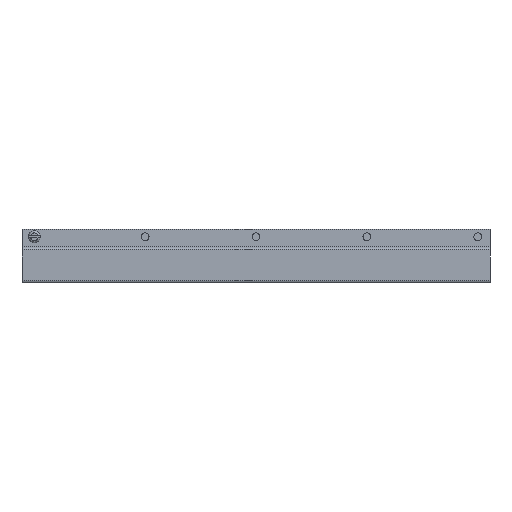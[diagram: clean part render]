
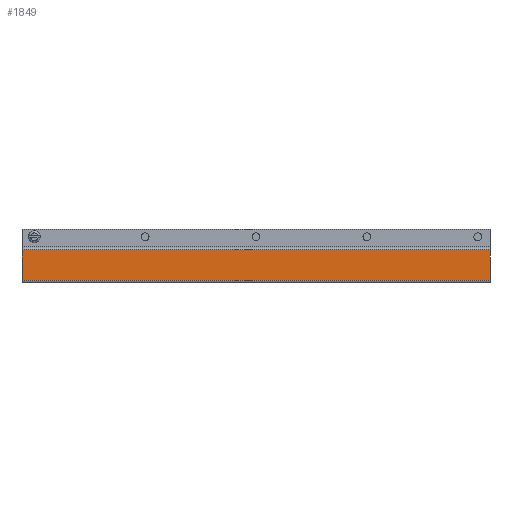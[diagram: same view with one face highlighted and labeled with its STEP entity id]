
A CAD part, top view. The second image highlights one B-rep face of the part: STEP entity #1849.
In plain terms, the highlighted planar face has unit normal (0, 0, 1).
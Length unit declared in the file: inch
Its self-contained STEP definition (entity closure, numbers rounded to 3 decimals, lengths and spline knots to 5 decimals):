
#9 = EDGE_CURVE ( 'NONE', #211, #2138, #98, .T. ) ;
#26 = DIRECTION ( 'NONE',  ( 0., -1., 0. ) ) ;
#81 = CARTESIAN_POINT ( 'NONE',  ( -9.5, 0.2455, 0.572 ) ) ;
#98 = LINE ( 'NONE', #922, #231 ) ;
#211 = VERTEX_POINT ( 'NONE', #2009 ) ;
#231 = VECTOR ( 'NONE', #26, 39.37008 ) ;
#356 = LINE ( 'NONE', #1512, #2181 ) ;
#461 = EDGE_CURVE ( 'NONE', #2239, #2282, #524, .T. ) ;
#521 = DIRECTION ( 'NONE',  ( 0., 1., 0. ) ) ;
#524 = LINE ( 'NONE', #1892, #788 ) ;
#526 = EDGE_CURVE ( 'NONE', #2138, #2239, #356, .T. ) ;
#743 = ORIENTED_EDGE ( 'NONE', *, *, #461, .F. ) ;
#788 = VECTOR ( 'NONE', #521, 39.37008 ) ;
#843 = LINE ( 'NONE', #81, #1362 ) ;
#922 = CARTESIAN_POINT ( 'NONE',  ( 9.5, -1.094, 0.572 ) ) ;
#956 = EDGE_CURVE ( 'NONE', #2282, #211, #843, .T. ) ;
#965 = ORIENTED_EDGE ( 'NONE', *, *, #526, .F. ) ;
#972 = FACE_OUTER_BOUND ( 'NONE', #2270, .T. ) ;
#1063 = AXIS2_PLACEMENT_3D ( 'NONE', #1695, #1198, #1542 ) ;
#1136 = ORIENTED_EDGE ( 'NONE', *, *, #9, .F. ) ;
#1198 = DIRECTION ( 'NONE',  ( 0., 0., 1. ) ) ;
#1249 = CARTESIAN_POINT ( 'NONE',  ( -9.5, -0.986, 0.572 ) ) ;
#1362 = VECTOR ( 'NONE', #1472, 39.37008 ) ;
#1445 = CARTESIAN_POINT ( 'NONE',  ( 9.5, -0.986, 0.572 ) ) ;
#1472 = DIRECTION ( 'NONE',  ( 1., 0., 0. ) ) ;
#1512 = CARTESIAN_POINT ( 'NONE',  ( -9.5, -0.986, 0.572 ) ) ;
#1542 = DIRECTION ( 'NONE',  ( 1., 0., 0. ) ) ;
#1604 = ORIENTED_EDGE ( 'NONE', *, *, #956, .F. ) ;
#1695 = CARTESIAN_POINT ( 'NONE',  ( -9.5, -1.094, 0.572 ) ) ;
#1707 = DIRECTION ( 'NONE',  ( -1., 0., 0. ) ) ;
#1802 = CARTESIAN_POINT ( 'NONE',  ( -9.5, 0.2455, 0.572 ) ) ;
#1849 = ADVANCED_FACE ( 'NONE', ( #972 ), #2054, .T. ) ;
#1892 = CARTESIAN_POINT ( 'NONE',  ( -9.5, 1.094, 0.572 ) ) ;
#2009 = CARTESIAN_POINT ( 'NONE',  ( 9.5, 0.2455, 0.572 ) ) ;
#2054 = PLANE ( 'NONE',  #1063 ) ;
#2138 = VERTEX_POINT ( 'NONE', #1445 ) ;
#2181 = VECTOR ( 'NONE', #1707, 39.37008 ) ;
#2239 = VERTEX_POINT ( 'NONE', #1249 ) ;
#2270 = EDGE_LOOP ( 'NONE', ( #965, #1136, #1604, #743 ) ) ;
#2282 = VERTEX_POINT ( 'NONE', #1802 ) ;
